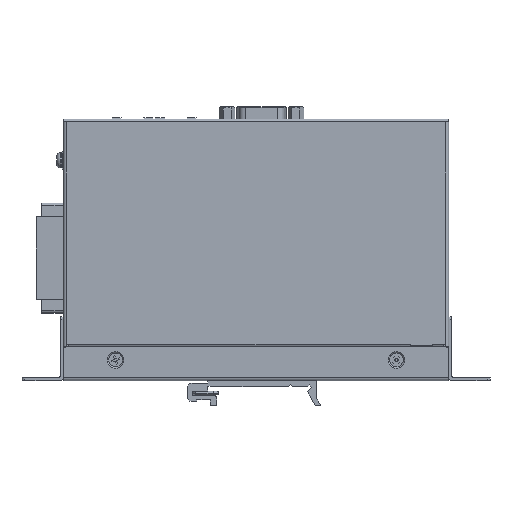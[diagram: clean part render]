
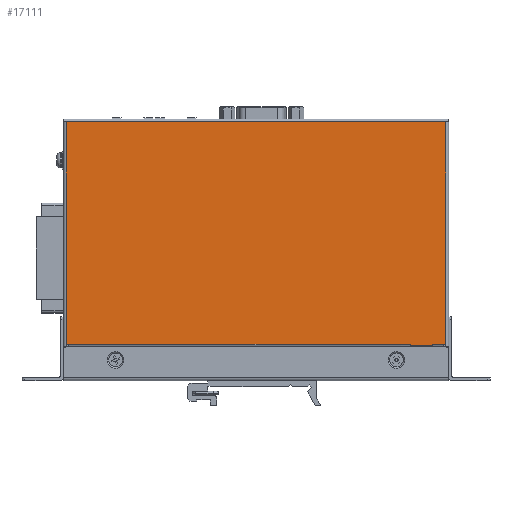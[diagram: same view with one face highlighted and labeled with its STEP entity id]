
A CAD part, left-side view. The second image highlights one B-rep face of the part: STEP entity #17111.
In plain terms, the highlighted planar face has unit normal (-1, 0, 0).
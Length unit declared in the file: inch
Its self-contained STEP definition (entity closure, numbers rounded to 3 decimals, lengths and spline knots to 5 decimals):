
#56 = ORIENTED_EDGE ( 'NONE', *, *, #50951, .F. ) ;
#3958 = VERTEX_POINT ( 'NONE', #41133 ) ;
#4407 = VERTEX_POINT ( 'NONE', #79201 ) ;
#4876 = VECTOR ( 'NONE', #15498, 39.37008 ) ;
#6063 = CARTESIAN_POINT ( 'NONE',  ( -0.59055, -2.82014, 0.12992 ) ) ;
#6402 = CARTESIAN_POINT ( 'NONE',  ( -0.59055, 2.69168, 0.12992 ) ) ;
#6410 = ORIENTED_EDGE ( 'NONE', *, *, #30715, .T. ) ;
#6815 = LINE ( 'NONE', #6402, #46114 ) ;
#7272 = VECTOR ( 'NONE', #31491, 39.37008 ) ;
#7670 = DIRECTION ( 'NONE',  ( 0., 1., 0. ) ) ;
#8553 = DIRECTION ( 'NONE',  ( 0., 0., 1. ) ) ;
#8654 = ORIENTED_EDGE ( 'NONE', *, *, #63448, .F. ) ;
#8843 = CARTESIAN_POINT ( 'NONE',  ( -0.59055, 2.65231, 0.61024 ) ) ;
#8966 = EDGE_CURVE ( 'NONE', #4407, #63898, #29605, .T. ) ;
#9354 = VERTEX_POINT ( 'NONE', #47486 ) ;
#9475 = ORIENTED_EDGE ( 'NONE', *, *, #28042, .F. ) ;
#14105 = LINE ( 'NONE', #80239, #72347 ) ;
#14502 = LINE ( 'NONE', #27393, #83735 ) ;
#15498 = DIRECTION ( 'NONE',  ( 0., 0., 1. ) ) ;
#16069 = EDGE_CURVE ( 'NONE', #4407, #78796, #48729, .T. ) ;
#17111 = ADVANCED_FACE ( 'NONE', ( #27871 ), #41142, .F. ) ;
#18042 = VECTOR ( 'NONE', #69712, 39.37008 ) ;
#18162 = CARTESIAN_POINT ( 'NONE',  ( -0.59055, 2.65231, 0.61024 ) ) ;
#18461 = CARTESIAN_POINT ( 'NONE',  ( -0.59055, -2.78077, 0.61024 ) ) ;
#20131 = CARTESIAN_POINT ( 'NONE',  ( -0.59055, 2.61293, 0.61024 ) ) ;
#20353 = VECTOR ( 'NONE', #8553, 39.37008 ) ;
#20585 = EDGE_CURVE ( 'NONE', #52909, #63898, #46106, .T. ) ;
#20812 = ORIENTED_EDGE ( 'NONE', *, *, #40022, .F. ) ;
#21419 = DIRECTION ( 'NONE',  ( 1., 0., 0. ) ) ;
#21844 = VECTOR ( 'NONE', #33574, 39.37008 ) ;
#22295 = VERTEX_POINT ( 'NONE', #18461 ) ;
#22340 = LINE ( 'NONE', #43351, #57896 ) ;
#24941 = LINE ( 'NONE', #6063, #42973 ) ;
#24978 = VERTEX_POINT ( 'NONE', #76289 ) ;
#27393 = CARTESIAN_POINT ( 'NONE',  ( -0.59055, 2.61293, 0.61024 ) ) ;
#27609 = ORIENTED_EDGE ( 'NONE', *, *, #20585, .T. ) ;
#27871 = FACE_OUTER_BOUND ( 'NONE', #57466, .T. ) ;
#28042 = EDGE_CURVE ( 'NONE', #47718, #40906, #40434, .T. ) ;
#29121 = CARTESIAN_POINT ( 'NONE',  ( -0.59055, -2.78077, 3.78937 ) ) ;
#29605 = LINE ( 'NONE', #47599, #20353 ) ;
#30715 = EDGE_CURVE ( 'NONE', #59990, #22295, #31048, .T. ) ;
#31048 = LINE ( 'NONE', #18162, #18042 ) ;
#31491 = DIRECTION ( 'NONE',  ( 0., 0., 1. ) ) ;
#31918 = LINE ( 'NONE', #63258, #7272 ) ;
#33255 = EDGE_CURVE ( 'NONE', #62589, #22295, #50579, .T. ) ;
#33574 = DIRECTION ( 'NONE',  ( 0., 1., 0. ) ) ;
#35247 = VERTEX_POINT ( 'NONE', #82726 ) ;
#35622 = CARTESIAN_POINT ( 'NONE',  ( -0.59055, 2.61293, 0.61024 ) ) ;
#35992 = ORIENTED_EDGE ( 'NONE', *, *, #33255, .F. ) ;
#38981 = VECTOR ( 'NONE', #62042, 39.37008 ) ;
#40022 = EDGE_CURVE ( 'NONE', #40906, #35247, #31918, .T. ) ;
#40434 = LINE ( 'NONE', #73090, #21844 ) ;
#40906 = VERTEX_POINT ( 'NONE', #64444 ) ;
#41133 = CARTESIAN_POINT ( 'NONE',  ( -0.59055, 2.69168, 3.79134 ) ) ;
#41142 = PLANE ( 'NONE',  #41835 ) ;
#41835 = AXIS2_PLACEMENT_3D ( 'NONE', #54019, #21419, #47578 ) ;
#42973 = VECTOR ( 'NONE', #51105, 39.37008 ) ;
#43351 = CARTESIAN_POINT ( 'NONE',  ( -0.59055, -2.82014, 3.79134 ) ) ;
#43397 = ORIENTED_EDGE ( 'NONE', *, *, #55562, .T. ) ;
#43525 = VECTOR ( 'NONE', #47128, 39.37008 ) ;
#45056 = CARTESIAN_POINT ( 'NONE',  ( -0.59055, -2.58392, 0.61024 ) ) ;
#46106 = LINE ( 'NONE', #58562, #50158 ) ;
#46114 = VECTOR ( 'NONE', #52287, 39.37008 ) ;
#47128 = DIRECTION ( 'NONE',  ( 0., 1., 0. ) ) ;
#47486 = CARTESIAN_POINT ( 'NONE',  ( -0.59055, -2.82014, 3.78937 ) ) ;
#47578 = DIRECTION ( 'NONE',  ( 0., 0., -1. ) ) ;
#47599 = CARTESIAN_POINT ( 'NONE',  ( -0.59055, 2.65231, 0.12992 ) ) ;
#47718 = VERTEX_POINT ( 'NONE', #64135 ) ;
#48729 = LINE ( 'NONE', #8843, #38981 ) ;
#50158 = VECTOR ( 'NONE', #83952, 39.37008 ) ;
#50579 = LINE ( 'NONE', #82412, #60038 ) ;
#50951 = EDGE_CURVE ( 'NONE', #59990, #81478, #14502, .T. ) ;
#51105 = DIRECTION ( 'NONE',  ( 0., 0., 1. ) ) ;
#52062 = CARTESIAN_POINT ( 'NONE',  ( -0.59055, 2.65231, 3.78937 ) ) ;
#52287 = DIRECTION ( 'NONE',  ( 0., 0., -1. ) ) ;
#52909 = VERTEX_POINT ( 'NONE', #56943 ) ;
#53550 = DIRECTION ( 'NONE',  ( 0., 1., 0. ) ) ;
#54019 = CARTESIAN_POINT ( 'NONE',  ( -0.59055, 2.69168, 0.12992 ) ) ;
#54543 = LINE ( 'NONE', #61417, #4876 ) ;
#55562 = EDGE_CURVE ( 'NONE', #9354, #24978, #24941, .T. ) ;
#56943 = CARTESIAN_POINT ( 'NONE',  ( -0.59055, 2.69168, 3.78937 ) ) ;
#57466 = EDGE_LOOP ( 'NONE', ( #64605, #67766, #20812, #9475, #81184, #56, #6410, #35992, #8654, #43397, #80662, #58523, #27609, #60754 ) ) ;
#57896 = VECTOR ( 'NONE', #82041, 39.37008 ) ;
#58197 = EDGE_CURVE ( 'NONE', #47718, #81478, #54543, .T. ) ;
#58523 = ORIENTED_EDGE ( 'NONE', *, *, #68510, .T. ) ;
#58562 = CARTESIAN_POINT ( 'NONE',  ( -0.59055, 2.69168, 3.78937 ) ) ;
#59990 = VERTEX_POINT ( 'NONE', #63213 ) ;
#60038 = VECTOR ( 'NONE', #62606, 39.37008 ) ;
#60754 = ORIENTED_EDGE ( 'NONE', *, *, #8966, .F. ) ;
#61417 = CARTESIAN_POINT ( 'NONE',  ( -0.59055, -2.58392, 0.58661 ) ) ;
#62042 = DIRECTION ( 'NONE',  ( 0., -1., 0. ) ) ;
#62589 = VERTEX_POINT ( 'NONE', #29121 ) ;
#62606 = DIRECTION ( 'NONE',  ( 0., 0., -1. ) ) ;
#63213 = CARTESIAN_POINT ( 'NONE',  ( -0.59055, -2.7414, 0.61024 ) ) ;
#63258 = CARTESIAN_POINT ( 'NONE',  ( -0.59055, -2.26895, 0.58661 ) ) ;
#63448 = EDGE_CURVE ( 'NONE', #9354, #62589, #14105, .T. ) ;
#63515 = EDGE_CURVE ( 'NONE', #35247, #78796, #66887, .T. ) ;
#63898 = VERTEX_POINT ( 'NONE', #52062 ) ;
#64135 = CARTESIAN_POINT ( 'NONE',  ( -0.59055, -2.58392, 0.58661 ) ) ;
#64444 = CARTESIAN_POINT ( 'NONE',  ( -0.59055, -2.26895, 0.58661 ) ) ;
#64605 = ORIENTED_EDGE ( 'NONE', *, *, #16069, .T. ) ;
#66887 = LINE ( 'NONE', #20131, #43525 ) ;
#67766 = ORIENTED_EDGE ( 'NONE', *, *, #63515, .F. ) ;
#68510 = EDGE_CURVE ( 'NONE', #3958, #52909, #6815, .T. ) ;
#69712 = DIRECTION ( 'NONE',  ( 0., -1., 0. ) ) ;
#72347 = VECTOR ( 'NONE', #7670, 39.37008 ) ;
#73090 = CARTESIAN_POINT ( 'NONE',  ( -0.59055, -2.58392, 0.58661 ) ) ;
#75481 = EDGE_CURVE ( 'NONE', #24978, #3958, #22340, .T. ) ;
#76289 = CARTESIAN_POINT ( 'NONE',  ( -0.59055, -2.82014, 3.79134 ) ) ;
#78796 = VERTEX_POINT ( 'NONE', #35622 ) ;
#79201 = CARTESIAN_POINT ( 'NONE',  ( -0.59055, 2.65231, 0.61024 ) ) ;
#80239 = CARTESIAN_POINT ( 'NONE',  ( -0.59055, 2.69168, 3.78937 ) ) ;
#80662 = ORIENTED_EDGE ( 'NONE', *, *, #75481, .T. ) ;
#81184 = ORIENTED_EDGE ( 'NONE', *, *, #58197, .T. ) ;
#81478 = VERTEX_POINT ( 'NONE', #45056 ) ;
#82041 = DIRECTION ( 'NONE',  ( 0., 1., 0. ) ) ;
#82412 = CARTESIAN_POINT ( 'NONE',  ( -0.59055, -2.78077, 0.12992 ) ) ;
#82726 = CARTESIAN_POINT ( 'NONE',  ( -0.59055, -2.26895, 0.61024 ) ) ;
#83735 = VECTOR ( 'NONE', #53550, 39.37008 ) ;
#83952 = DIRECTION ( 'NONE',  ( 0., -1., 0. ) ) ;
